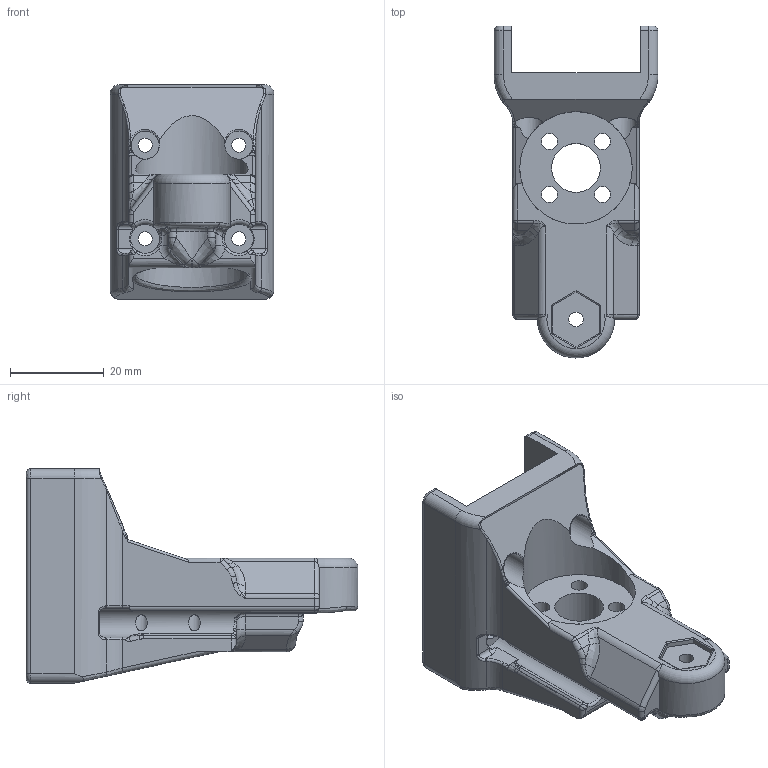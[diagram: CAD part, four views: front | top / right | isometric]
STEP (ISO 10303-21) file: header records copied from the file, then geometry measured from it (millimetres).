
FILE_DESCRIPTION(/* description */ (''),/* implementation_level */ '2;1');
FILE_NAME(/* name */ 'Rail Carrier.step',/* time_stamp */ '2021-02-22T01:20:30-05:00',/* author */ (''),/* organization */ (''),/* preprocessor_version */ 'ST-DEVELOPER v18.1',/* originating_system */ 'Autodesk Translation Framework v9.7.1.1290',/* authorisation */ '');
FILE_SCHEMA (('AUTOMOTIVE_DESIGN { 1 0 10303 214 3 1 1 }'));
Length unit declared in the file: millimetre
Products named in the file (1): Body1
Bounding box: 35 x 70.82 x 45.8 mm (x, y, z)
Volume: 30441.5 mm3; surface area: 12735.3 mm2
Topology: 1 solids, 1 shells, 318 faces, 806 edges, 474 vertices
Faces by surface type: cylinder 117, bspline 89, plane 70, torus 30, sphere 12
Full cylindrical faces by diameter (mm): 3 x4, 3.1 x1, 3.5 x4, 6 x2, 6.2 x2, 8 x1, 10.4 x1, 24 x1
Entity records: 12353 total; most frequent: CARTESIAN_POINT 5040, ORIENTED_EDGE 1580, DIRECTION 1461, EDGE_CURVE 790, AXIS2_PLACEMENT_3D 603, VERTEX_POINT 474, EDGE_LOOP 346, FACE_OUTER_BOUND 318
